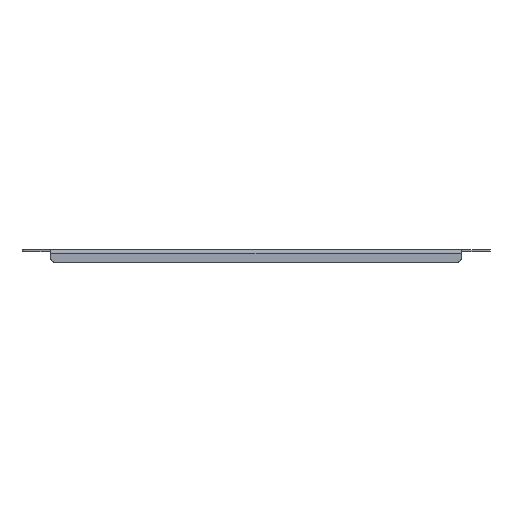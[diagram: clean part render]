
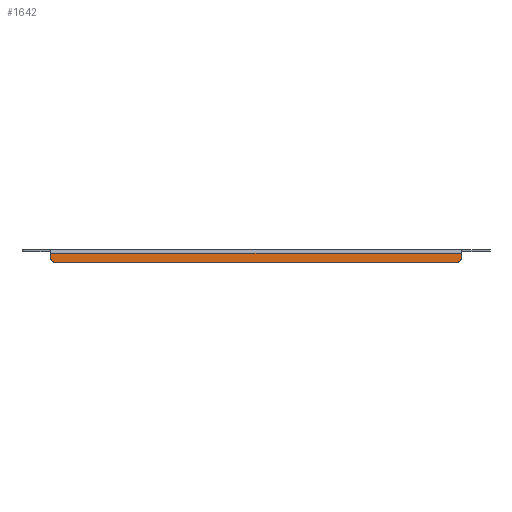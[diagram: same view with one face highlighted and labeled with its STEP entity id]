
A CAD part, left-side view. The second image highlights one B-rep face of the part: STEP entity #1642.
In plain terms, the highlighted planar face has unit normal (-1, 0, 0).
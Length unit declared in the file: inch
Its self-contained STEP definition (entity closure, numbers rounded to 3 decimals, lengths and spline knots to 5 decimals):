
#12 = ORIENTED_EDGE ( 'NONE', *, *, #1551, .F. ) ;
#45 = LINE ( 'NONE', #671, #1929 ) ;
#58 = CARTESIAN_POINT ( 'NONE',  ( -6.46875, 14.46875, -0.237 ) ) ;
#65 = VECTOR ( 'NONE', #1910, 39.37008 ) ;
#88 = CARTESIAN_POINT ( 'NONE',  ( -6.46875, -14.46875, -0.625 ) ) ;
#108 = LINE ( 'NONE', #402, #1320 ) ;
#125 = CARTESIAN_POINT ( 'NONE',  ( -6.46875, 14.46875, -0.625 ) ) ;
#204 = VERTEX_POINT ( 'NONE', #58 ) ;
#245 = DIRECTION ( 'NONE',  ( -1., 0., 0. ) ) ;
#256 = EDGE_LOOP ( 'NONE', ( #616, #574, #2018, #1865, #733, #12 ) ) ;
#334 = VERTEX_POINT ( 'NONE', #798 ) ;
#357 = VECTOR ( 'NONE', #1760, 39.37008 ) ;
#385 = DIRECTION ( 'NONE',  ( 0., 0., 1. ) ) ;
#402 = CARTESIAN_POINT ( 'NONE',  ( -6.46875, -14.46875, -0.237 ) ) ;
#407 = EDGE_CURVE ( 'NONE', #334, #594, #658, .T. ) ;
#412 = FACE_OUTER_BOUND ( 'NONE', #256, .T. ) ;
#457 = EDGE_CURVE ( 'NONE', #594, #1019, #1935, .T. ) ;
#574 = ORIENTED_EDGE ( 'NONE', *, *, #687, .T. ) ;
#594 = VERTEX_POINT ( 'NONE', #88 ) ;
#616 = ORIENTED_EDGE ( 'NONE', *, *, #1854, .T. ) ;
#640 = CARTESIAN_POINT ( 'NONE',  ( -6.46875, 14.46875, 0. ) ) ;
#658 = CIRCLE ( 'NONE', #1576, 0.25 ) ;
#661 = LINE ( 'NONE', #640, #65 ) ;
#671 = CARTESIAN_POINT ( 'NONE',  ( -6.46875, 16.34375, -0.875 ) ) ;
#687 = EDGE_CURVE ( 'NONE', #1692, #1530, #1508, .T. ) ;
#733 = ORIENTED_EDGE ( 'NONE', *, *, #457, .T. ) ;
#744 = CARTESIAN_POINT ( 'NONE',  ( -6.46875, 14.21875, -0.875 ) ) ;
#798 = CARTESIAN_POINT ( 'NONE',  ( -6.46875, -14.21875, -0.875 ) ) ;
#1019 = VERTEX_POINT ( 'NONE', #1067 ) ;
#1022 = DIRECTION ( 'NONE',  ( 0., -1., 0. ) ) ;
#1054 = DIRECTION ( 'NONE',  ( -1., 0., 0. ) ) ;
#1062 = DIRECTION ( 'NONE',  ( 0., 0., 1. ) ) ;
#1067 = CARTESIAN_POINT ( 'NONE',  ( -6.46875, -14.46875, -0.237 ) ) ;
#1312 = CARTESIAN_POINT ( 'NONE',  ( -6.46875, -14.46875, 0. ) ) ;
#1320 = VECTOR ( 'NONE', #1022, 39.37008 ) ;
#1400 = EDGE_CURVE ( 'NONE', #1530, #334, #45, .T. ) ;
#1508 = CIRCLE ( 'NONE', #1891, 0.25 ) ;
#1530 = VERTEX_POINT ( 'NONE', #744 ) ;
#1551 = EDGE_CURVE ( 'NONE', #204, #1019, #108, .T. ) ;
#1576 = AXIS2_PLACEMENT_3D ( 'NONE', #1923, #1592, #1610 ) ;
#1581 = AXIS2_PLACEMENT_3D ( 'NONE', #1859, #1054, #1062 ) ;
#1592 = DIRECTION ( 'NONE',  ( -1., 0., 0. ) ) ;
#1610 = DIRECTION ( 'NONE',  ( 0., 0., 1. ) ) ;
#1642 = ADVANCED_FACE ( 'NONE', ( #412 ), #1822, .T. ) ;
#1649 = CARTESIAN_POINT ( 'NONE',  ( -6.46875, 14.21875, -0.625 ) ) ;
#1692 = VERTEX_POINT ( 'NONE', #125 ) ;
#1760 = DIRECTION ( 'NONE',  ( 0., 0., 1. ) ) ;
#1779 = DIRECTION ( 'NONE',  ( 0., -1., 0. ) ) ;
#1822 = PLANE ( 'NONE',  #1581 ) ;
#1854 = EDGE_CURVE ( 'NONE', #204, #1692, #661, .T. ) ;
#1859 = CARTESIAN_POINT ( 'NONE',  ( -6.46875, 16.34375, 0. ) ) ;
#1865 = ORIENTED_EDGE ( 'NONE', *, *, #407, .T. ) ;
#1891 = AXIS2_PLACEMENT_3D ( 'NONE', #1649, #245, #385 ) ;
#1910 = DIRECTION ( 'NONE',  ( 0., 0., -1. ) ) ;
#1923 = CARTESIAN_POINT ( 'NONE',  ( -6.46875, -14.21875, -0.625 ) ) ;
#1929 = VECTOR ( 'NONE', #1779, 39.37008 ) ;
#1935 = LINE ( 'NONE', #1312, #357 ) ;
#2018 = ORIENTED_EDGE ( 'NONE', *, *, #1400, .T. ) ;
